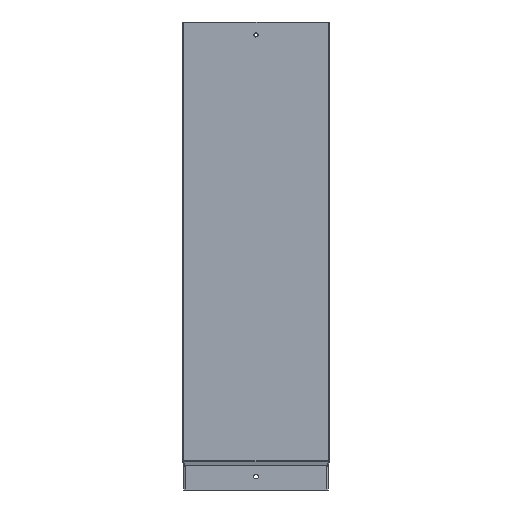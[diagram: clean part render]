
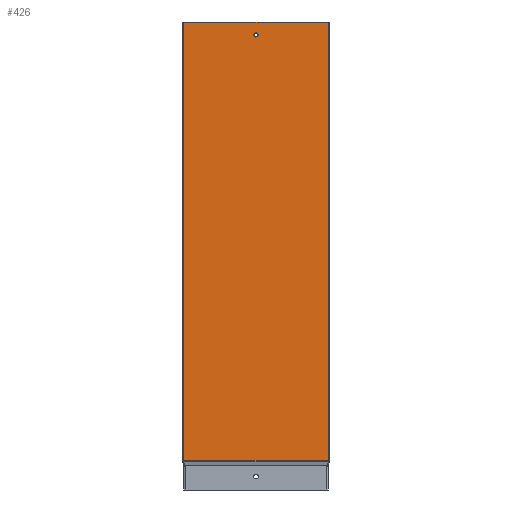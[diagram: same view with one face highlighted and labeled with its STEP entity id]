
A CAD part, front view. The second image highlights one B-rep face of the part: STEP entity #426.
In plain terms, the highlighted planar face has unit normal (0, -1, 0).
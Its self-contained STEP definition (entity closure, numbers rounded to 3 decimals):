
#426=ADVANCED_FACE('',(#887,#888),#889,.T.);
#887=FACE_BOUND('',#1358,.T.);
#888=FACE_OUTER_BOUND('',#1359,.T.);
#889=PLANE('',#1360);
#1358=EDGE_LOOP('',(#2751));
#1359=EDGE_LOOP('',(#2752,#2753,#2754,#2755,#2756,#2757));
#1360=AXIS2_PLACEMENT_3D('',#2758,#2759,#2760);
#2751=ORIENTED_EDGE('',*,*,#3502,.F.);
#2752=ORIENTED_EDGE('',*,*,#3257,.F.);
#2753=ORIENTED_EDGE('',*,*,#3512,.T.);
#2754=ORIENTED_EDGE('',*,*,#3084,.F.);
#2755=ORIENTED_EDGE('',*,*,#3071,.T.);
#2756=ORIENTED_EDGE('',*,*,#3077,.F.);
#2757=ORIENTED_EDGE('',*,*,#3100,.T.);
#2758=CARTESIAN_POINT('',(0.,-142.,56.36));
#2759=DIRECTION('',(0.,-1.0,0.0));
#2760=DIRECTION('',(1.0,0.,0.0));
#3071=EDGE_CURVE('',#3794,#3792,#3795,.F.);
#3077=EDGE_CURVE('',#3802,#3792,#3804,.T.);
#3084=EDGE_CURVE('',#3794,#3815,#3816,.T.);
#3100=EDGE_CURVE('',#3802,#3840,#3842,.T.);
#3257=EDGE_CURVE('',#4101,#3840,#4103,.T.);
#3502=EDGE_CURVE('',#4422,#4422,#4423,.T.);
#3512=EDGE_CURVE('',#4101,#3815,#4434,.F.);
#3792=VERTEX_POINT('',#4960);
#3794=VERTEX_POINT('',#4965);
#3795=LINE('',#4966,#4967);
#3802=VERTEX_POINT('',#4978);
#3804=CIRCLE('',#4987,1.0);
#3815=VERTEX_POINT('',#5009);
#3816=CIRCLE('',#5010,1.0);
#3840=VERTEX_POINT('',#5061);
#3842=LINE('',#5063,#5064);
#4101=VERTEX_POINT('',#5392);
#4103=LINE('',#5394,#5395);
#4422=VERTEX_POINT('',#6035);
#4423=CIRCLE('',#6036,4.0);
#4434=LINE('',#6047,#6048);
#4960=CARTESIAN_POINT('',(139.008,-142.,56.789));
#4965=CARTESIAN_POINT('',(-139.008,-142.,56.789));
#4966=CARTESIAN_POINT('',(0.,-142.,56.789));
#4967=VECTOR('',#6247,1.0);
#4978=CARTESIAN_POINT('',(139.2,-142.,57.267));
#4987=AXIS2_PLACEMENT_3D('',#6252,#6253,#6254);
#5009=CARTESIAN_POINT('',(-139.2,-142.,57.267));
#5010=AXIS2_PLACEMENT_3D('',#6262,#6263,#6264);
#5061=CARTESIAN_POINT('',(139.2,-142.,903.47));
#5063=CARTESIAN_POINT('',(139.2,-142.,56.36));
#5064=VECTOR('',#6282,1.0);
#5392=CARTESIAN_POINT('',(-139.2,-142.,903.47));
#5394=CARTESIAN_POINT('',(0.,-142.,903.47));
#5395=VECTOR('',#6541,1.0);
#6035=CARTESIAN_POINT('',(4.,-142.,878.47));
#6036=AXIS2_PLACEMENT_3D('',#6743,#6744,#6745);
#6047=CARTESIAN_POINT('',(-139.2,-142.,56.36));
#6048=VECTOR('',#6749,1.0);
#6247=DIRECTION('',(-1.0,0.,0.));
#6252=CARTESIAN_POINT('',(140.,-142.,56.667));
#6253=DIRECTION('',(0.,-1.0,0.0));
#6254=DIRECTION('',(1.0,0.,0.0));
#6262=CARTESIAN_POINT('',(-140.,-142.,56.667));
#6263=DIRECTION('',(0.,-1.0,0.0));
#6264=DIRECTION('',(1.0,0.,0.0));
#6282=DIRECTION('',(0.0,0.0,1.0));
#6541=DIRECTION('',(1.0,0.,0.0));
#6743=CARTESIAN_POINT('',(0.,-142.,878.47));
#6744=DIRECTION('',(0.,-1.0,0.0));
#6745=DIRECTION('',(1.0,0.,0.0));
#6749=DIRECTION('',(0.0,0.0,1.0));
